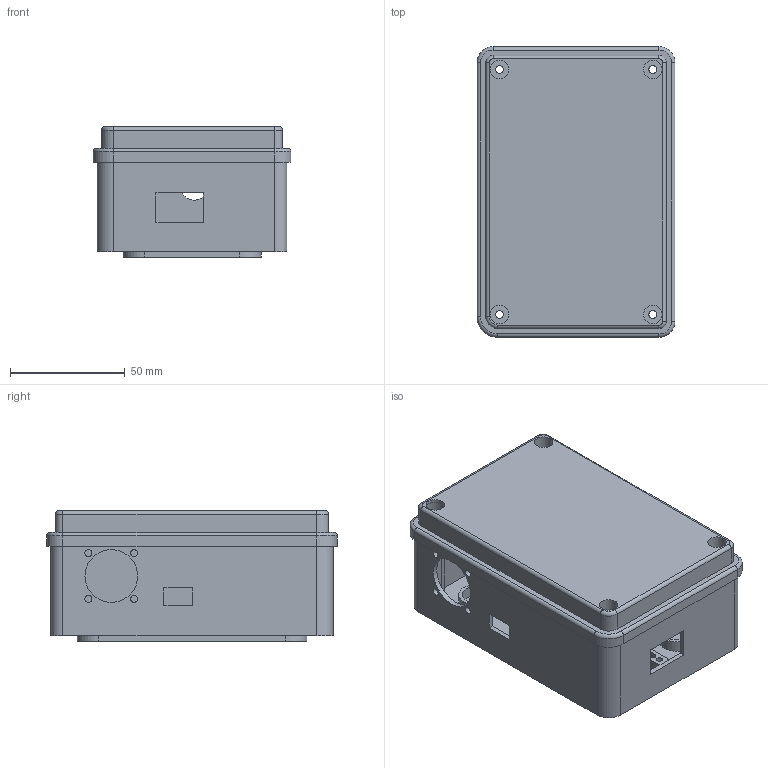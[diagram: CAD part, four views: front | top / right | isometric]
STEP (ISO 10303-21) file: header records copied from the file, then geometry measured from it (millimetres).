
FILE_DESCRIPTION(/* description */ (''),/* implementation_level */ '2;1');
FILE_NAME(/* name */ 'GEWISS_Box for OCTOPRINT v10.step',/* time_stamp */ '2021-09-24T16:54:37+02:00',/* author */ (''),/* organization */ (''),/* preprocessor_version */ 'ST-DEVELOPER v18.1',/* originating_system */ 'Autodesk Translation Framework v10.10.0.1391',/* authorisation */ '');
FILE_SCHEMA (('AUTOMOTIVE_DESIGN { 1 0 10303 214 3 1 1 }'));
Length unit declared in the file: millimetre
Products named in the file (4): GEWISS_Box for OCTOPRINT; GW 44 205 _1 v5; BOX; top
Assembly tree (3 placements, depth 3):
  GEWISS_Box for OCTOPRINT
    GW 44 205 _1 v5
      BOX
      top
Bounding box: 86.44 x 126.88 x 57 mm (x, y, z)
Volume: 97779.8 mm3; surface area: 99510.4 mm2
Topology: 2 solids, 2 shells, 312 faces, 739 edges, 485 vertices
Faces by surface type: plane 170, cylinder 131, torus 10, cone 1
Full cylindrical faces by diameter (mm): 2.5 x4, 3 x8, 3.5 x8, 5 x4, 8 x4, 10 x1, 12 x9, 15 x4, 15.5 x4, 23 x1, 23.036 x1
Entity records: 9226 total; most frequent: DIRECTION 1648, CARTESIAN_POINT 1543, ORIENTED_EDGE 1478, EDGE_CURVE 739, AXIS2_PLACEMENT_3D 590, VERTEX_POINT 485, LINE 468, VECTOR 468
